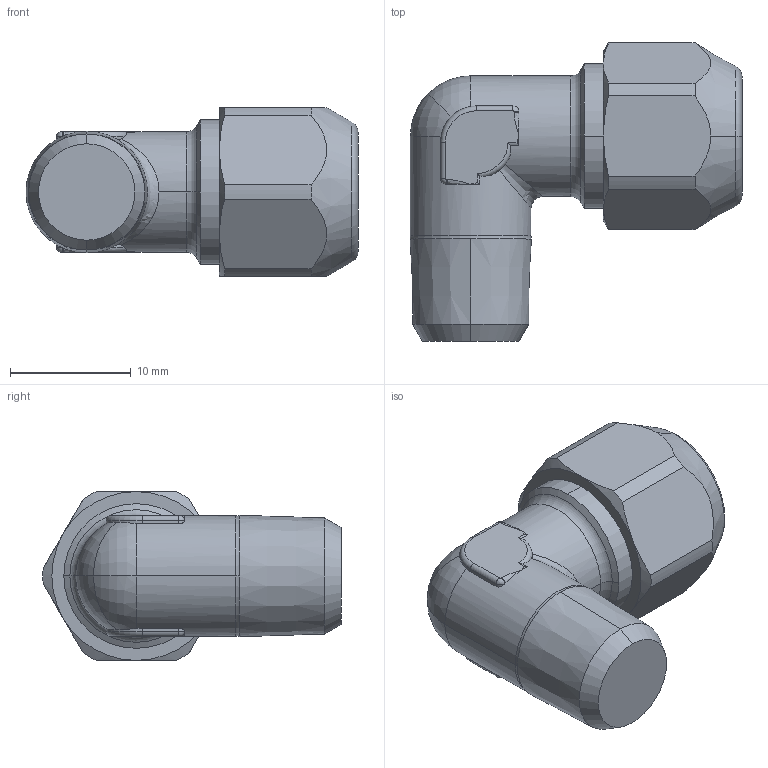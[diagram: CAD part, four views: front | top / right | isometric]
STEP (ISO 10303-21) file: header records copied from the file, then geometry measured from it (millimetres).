
FILE_DESCRIPTION (( 'STEP AP214' ), '1' );
FILE_NAME ('6110000006A.step', '2012-10-16T17:30:23', ( '' ), ( '' ), 'SwSTEP 2.0', 'SolidWorks 2012', '' );
FILE_SCHEMA (( 'AUTOMOTIVE_DESIGN' ));
Length unit declared in the file: millimetre
Products named in the file (1): 6110000006A
Bounding box: 27.54 x 24.75 x 14 mm (x, y, z)
Volume: 4011.6 mm3; surface area: 1623.8 mm2
Topology: 1 solids, 1 shells, 92 faces, 236 edges, 139 vertices
Faces by surface type: cylinder 32, plane 19, torus 18, cone 14, bspline 9
Entity records: 3134 total; most frequent: CARTESIAN_POINT 1010, ORIENTED_EDGE 456, DIRECTION 430, EDGE_CURVE 228, AXIS2_PLACEMENT_3D 182, VERTEX_POINT 139, CIRCLE 98, EDGE_LOOP 93
